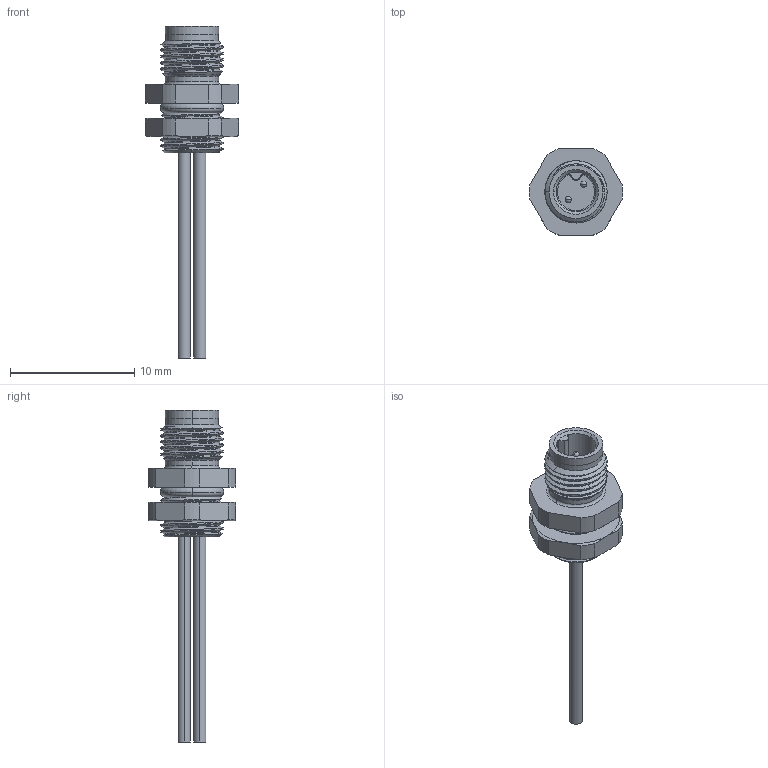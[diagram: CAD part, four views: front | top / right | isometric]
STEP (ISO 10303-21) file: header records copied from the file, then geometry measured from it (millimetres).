
FILE_DESCRIPTION((''),'2;1');
FILE_NAME('HOUSING-MALE-4P-000323_2','2025-08-24T',('gongcheng16'),(''),'PRO/ENGINEER BY PARAMETRIC TECHNOLOGY CORPORATION, 2010280','PRO/ENGINEER BY PARAMETRIC TECHNOLOGY CORPORATION, 2010280','');
FILE_SCHEMA(('CONFIG_CONTROL_DESIGN'));
Products named in the file (1): HOUSING-MALE-4P-000323_2
Bounding box: 7.49 x 7 x 26.7 mm (x, y, z)
Volume: 49.4 mm3; surface area: 3203.6 mm2
Topology: 1 solids, 58 shells, 727 faces, 1979 edges, 1327 vertices
Faces by surface type: cylinder 313, plane 217, cone 114, bspline 63, torus 14, sphere 6
Entity records: 41669 total; most frequent: CARTESIAN_POINT 24281, ORIENTED_EDGE 3501, DIRECTION 3441, EDGE_CURVE 1971, AXIS2_PLACEMENT_3D 1382, VERTEX_POINT 1327, EDGE_LOOP 785, FACE_OUTER_BOUND 727
